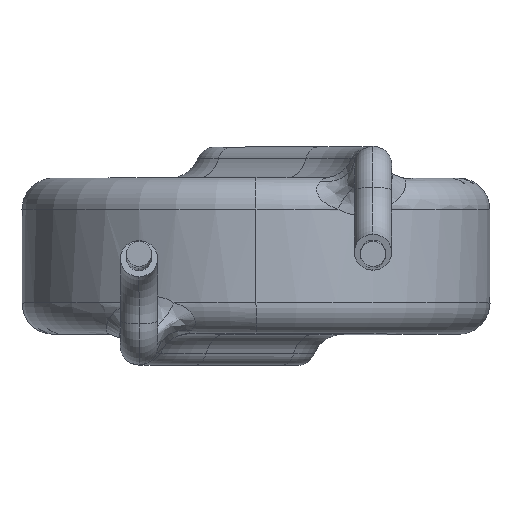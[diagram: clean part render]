
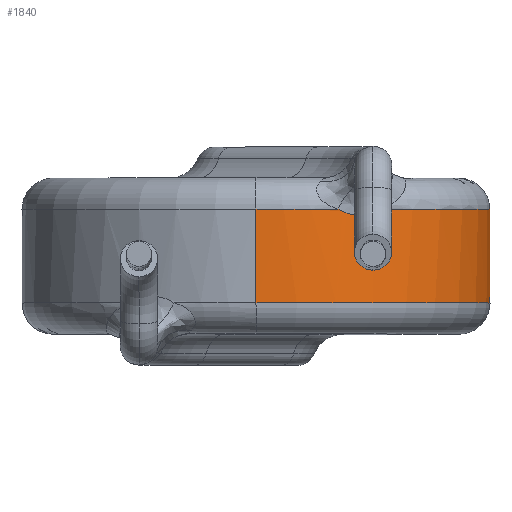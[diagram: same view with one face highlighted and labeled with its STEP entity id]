
A CAD part, top view. The second image highlights one B-rep face of the part: STEP entity #1840.
In plain terms, the highlighted cylindrical face has radius 7.5 mm (diameter 15 mm), a partial arc.
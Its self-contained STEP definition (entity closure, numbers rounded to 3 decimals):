
#195 = FACE_OUTER_BOUND ( 'NONE', #1869, .T. ) ;
#385 = CARTESIAN_POINT ( 'NONE',  ( 3.992, 1.5, 6.349 ) ) ;
#386 = CARTESIAN_POINT ( 'NONE',  ( 0., 1.5, -7.5 ) ) ;
#387 = DIRECTION ( 'NONE',  ( 0., 0., 1. ) ) ;
#388 = DIRECTION ( 'NONE',  ( 0., -1., 0. ) ) ;
#425 = CARTESIAN_POINT ( 'NONE',  ( 2.625, 1.5, 7.025 ) ) ;
#426 = CARTESIAN_POINT ( 'NONE',  ( 2.842, 1.364, 6.944 ) ) ;
#427 = CARTESIAN_POINT ( 'NONE',  ( 3.089, 1.297, 6.839 ) ) ;
#428 = CARTESIAN_POINT ( 'NONE',  ( 3.446, 1.302, 6.663 ) ) ;
#429 = CARTESIAN_POINT ( 'NONE',  ( 3.564, 1.321, 6.6 ) ) ;
#438 = DIRECTION ( 'NONE',  ( 0., -1., 0. ) ) ;
#439 = VECTOR ( 'NONE', #438, 1000. ) ;
#440 = CARTESIAN_POINT ( 'NONE',  ( 0., 2.5, -7.5 ) ) ;
#441 = LINE ( 'NONE', #440, #439 ) ;
#447 = DIRECTION ( 'NONE',  ( 0., -1., 0. ) ) ;
#448 = VECTOR ( 'NONE', #447, 1000. ) ;
#449 = CARTESIAN_POINT ( 'NONE',  ( 0., 2.5, 7.5 ) ) ;
#450 = LINE ( 'NONE', #449, #448 ) ;
#451 = CARTESIAN_POINT ( 'NONE',  ( 2.625, 1.5, 7.025 ) ) ;
#452 = DIRECTION ( 'NONE',  ( 0., 0., 1. ) ) ;
#453 = DIRECTION ( 'NONE',  ( 0., -1., 0. ) ) ;
#454 = CARTESIAN_POINT ( 'NONE',  ( 0., 1.5, 0. ) ) ;
#455 = AXIS2_PLACEMENT_3D ( 'NONE', #454, #453, #452 ) ;
#456 = CIRCLE ( 'NONE', #455, 7.5 ) ;
#457 = DIRECTION ( 'NONE',  ( 0., 0., -1. ) ) ;
#458 = DIRECTION ( 'NONE',  ( 0., -1., 0. ) ) ;
#459 = CARTESIAN_POINT ( 'NONE',  ( 0., 2.5, 0. ) ) ;
#485 = CARTESIAN_POINT ( 'NONE',  ( 0., 1.5, 0. ) ) ;
#486 = AXIS2_PLACEMENT_3D ( 'NONE', #485, #388, #387 ) ;
#487 = CIRCLE ( 'NONE', #486, 7.5 ) ;
#504 = CARTESIAN_POINT ( 'NONE',  ( 0., 1.5, 7.5 ) ) ;
#515 = AXIS2_PLACEMENT_3D ( 'NONE', #459, #458, #457 ) ;
#516 = CYLINDRICAL_SURFACE ( 'NONE', #515, 7.5 ) ;
#529 = CARTESIAN_POINT ( 'NONE',  ( 3.787, 1.389, 6.475 ) ) ;
#530 = CARTESIAN_POINT ( 'NONE',  ( 3.892, 1.437, 6.412 ) ) ;
#531 = CARTESIAN_POINT ( 'NONE',  ( 3.992, 1.5, 6.349 ) ) ;
#535 = B_SPLINE_CURVE_WITH_KNOTS ( 'NONE', 3,
 ( #531, #530, #529, #429, #428, #427, #426, #425 ),
 .UNSPECIFIED., .F., .F.,
 ( 4, 2, 2, 4 ),
 ( 0., 0., 0.001, 0.002 ),
 .UNSPECIFIED. ) ;
#665 = CARTESIAN_POINT ( 'NONE',  ( 0., -1.5, 7.5 ) ) ;
#756 = CARTESIAN_POINT ( 'NONE',  ( 0., -1.5, 0. ) ) ;
#757 = AXIS2_PLACEMENT_3D ( 'NONE', #756, #817, #816 ) ;
#763 = CIRCLE ( 'NONE', #757, 7.5 ) ;
#816 = DIRECTION ( 'NONE',  ( 0., 0., 1. ) ) ;
#817 = DIRECTION ( 'NONE',  ( 0., 1., 0. ) ) ;
#920 = CARTESIAN_POINT ( 'NONE',  ( 0., -1.5, -7.5 ) ) ;
#1840 = ADVANCED_FACE ( 'NONE', ( #195 ), #516, .T. ) ;
#1841 = ORIENTED_EDGE ( 'NONE', *, *, #1842, .T. ) ;
#1842 = EDGE_CURVE ( 'NONE', #1843, #1864, #456, .T. ) ;
#1843 = VERTEX_POINT ( 'NONE', #451 ) ;
#1844 = ORIENTED_EDGE ( 'NONE', *, *, #1845, .T. ) ;
#1845 = EDGE_CURVE ( 'NONE', #1864, #2015, #450, .T. ) ;
#1848 = ORIENTED_EDGE ( 'NONE', *, *, #1991, .T. ) ;
#1849 = ORIENTED_EDGE ( 'NONE', *, *, #1850, .F. ) ;
#1850 = EDGE_CURVE ( 'NONE', #1907, #2057, #441, .T. ) ;
#1864 = VERTEX_POINT ( 'NONE', #504 ) ;
#1869 = EDGE_LOOP ( 'NONE', ( #1841, #1844, #1848, #1849, #1921, #1922 ) ) ;
#1906 = EDGE_CURVE ( 'NONE', #1907, #1908, #487, .T. ) ;
#1907 = VERTEX_POINT ( 'NONE', #386 ) ;
#1908 = VERTEX_POINT ( 'NONE', #385 ) ;
#1921 = ORIENTED_EDGE ( 'NONE', *, *, #1906, .T. ) ;
#1922 = ORIENTED_EDGE ( 'NONE', *, *, #1923, .T. ) ;
#1923 = EDGE_CURVE ( 'NONE', #1908, #1843, #535, .T. ) ;
#1991 = EDGE_CURVE ( 'NONE', #2015, #2057, #763, .T. ) ;
#2015 = VERTEX_POINT ( 'NONE', #665 ) ;
#2057 = VERTEX_POINT ( 'NONE', #920 ) ;
